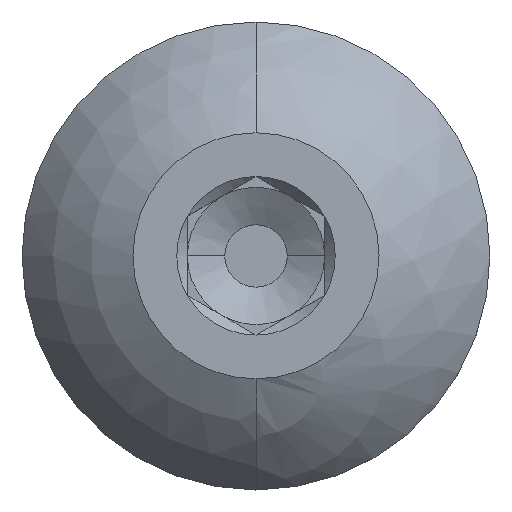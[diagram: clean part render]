
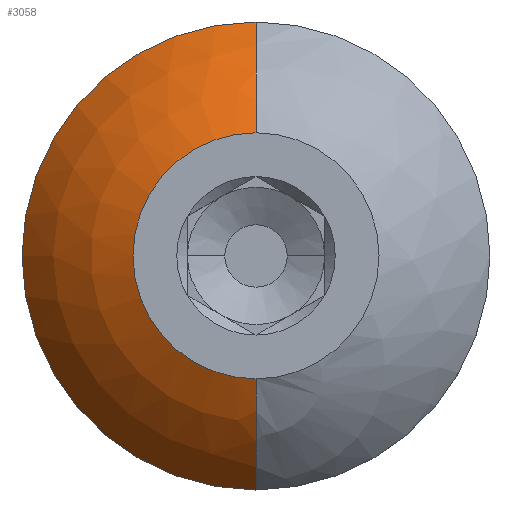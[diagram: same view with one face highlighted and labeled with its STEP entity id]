
A CAD part, top view. The second image highlights one B-rep face of the part: STEP entity #3058.
In plain terms, the highlighted spherical face has radius 3.255 mm.
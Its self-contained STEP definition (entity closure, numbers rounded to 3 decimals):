
#114=CARTESIAN_POINT('',(0.,0.,1.499));
#115=DIRECTION('',(0.,0.,-1.));
#116=DIRECTION('',(0.,-1.,0.));
#117=AXIS2_PLACEMENT_3D('',#114,#115,#116);
#164=CARTESIAN_POINT('',(0.,0.,0.381));
#165=DIRECTION('',(0.,0.,-1.));
#166=DIRECTION('',(-1.,0.,0.));
#167=AXIS2_PLACEMENT_3D('',#164,#165,#166);
#169=CARTESIAN_POINT('',(0.,0.,-1.429));
#170=DIRECTION('',(1.,0.,0.));
#171=DIRECTION('',(0.,0.831,0.556));
#172=AXIS2_PLACEMENT_3D('',#169,#170,#171);
#174=CARTESIAN_POINT('',(0.,0.,0.381));
#175=DIRECTION('',(0.,0.,-1.));
#176=DIRECTION('',(0.,-1.,0.));
#177=AXIS2_PLACEMENT_3D('',#174,#175,#176);
#188=CARTESIAN_POINT('',(0.,0.,-1.429));
#189=DIRECTION('',(-1.,0.,0.));
#190=DIRECTION('',(0.,-0.831,0.556));
#191=AXIS2_PLACEMENT_3D('',#188,#189,#190);
#2726=CARTESIAN_POINT('',(0.,-1.422,1.499));
#2727=CARTESIAN_POINT('',(0.,1.422,1.499));
#2728=VERTEX_POINT('',#2726);
#2729=VERTEX_POINT('',#2727);
#2734=CARTESIAN_POINT('',(-2.705,0.,0.381));
#2735=CARTESIAN_POINT('',(0.,2.705,0.381));
#2736=VERTEX_POINT('',#2734);
#2737=VERTEX_POINT('',#2735);
#2738=CARTESIAN_POINT('',(0.,-2.705,0.381));
#2739=VERTEX_POINT('',#2738);
#3042=CARTESIAN_POINT('',(0.,0.,-1.429));
#3043=DIRECTION('',(0.,0.,-1.));
#3044=DIRECTION('',(0.,1.,0.));
#3045=AXIS2_PLACEMENT_3D('',#3042,#3043,#3044);
#3046=SPHERICAL_SURFACE('',#3045,3.255);
#3048=ORIENTED_EDGE('',*,*,#3047,.T.);
#3050=ORIENTED_EDGE('',*,*,#3049,.T.);
#3051=ORIENTED_EDGE('',*,*,#3018,.F.);
#3053=ORIENTED_EDGE('',*,*,#3052,.F.);
#3055=ORIENTED_EDGE('',*,*,#3054,.T.);
#3056=EDGE_LOOP('',(#3048,#3050,#3051,#3053,#3055));
#3057=FACE_OUTER_BOUND('',#3056,.F.);
#3058=ADVANCED_FACE('',(#3057),#3046,.T.);
#118=CIRCLE('',#117,1.422);
#168=CIRCLE('',#167,2.705);
#173=CIRCLE('',#172,3.255);
#178=CIRCLE('',#177,2.705);
#192=CIRCLE('',#191,3.255);
#3018=EDGE_CURVE('',#2728,#2729,#118,.T.);
#3047=EDGE_CURVE('',#2736,#2737,#168,.T.);
#3049=EDGE_CURVE('',#2737,#2729,#173,.T.);
#3052=EDGE_CURVE('',#2739,#2728,#192,.T.);
#3054=EDGE_CURVE('',#2739,#2736,#178,.T.);
